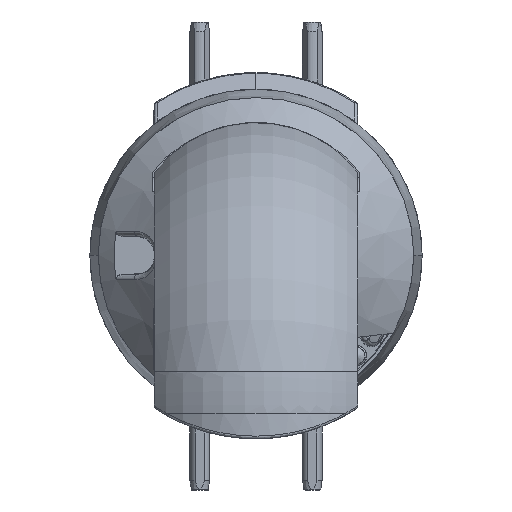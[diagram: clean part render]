
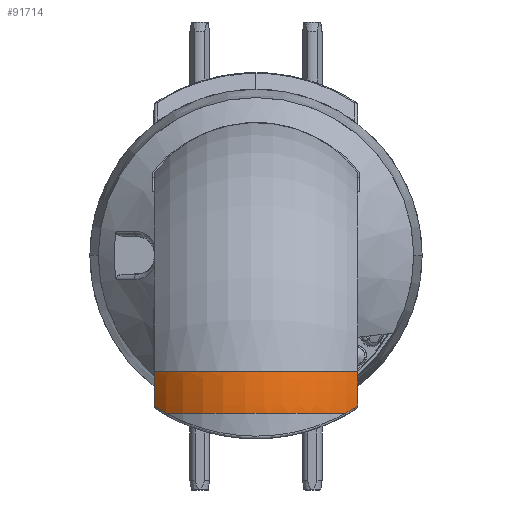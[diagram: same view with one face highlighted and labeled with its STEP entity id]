
A CAD part, front view. The second image highlights one B-rep face of the part: STEP entity #91714.
In plain terms, the highlighted toroidal (fillet/blend) face has major radius 67 mm and minor radius 53 mm.
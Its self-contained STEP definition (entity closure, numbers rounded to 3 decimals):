
#1841 = CARTESIAN_POINT ( 'NONE',  ( 41.5, 99.925, 14.124 ) ) ;
#3075 = CARTESIAN_POINT ( 'NONE',  ( -26.624, 111.583, 0. ) ) ;
#3545 = CARTESIAN_POINT ( 'NONE',  ( -1.004, 118.79, 0. ) ) ;
#4020 = CARTESIAN_POINT ( 'NONE',  ( 29.129, 109.983, 0. ) ) ;
#8707 = VERTEX_POINT ( 'NONE', #90719 ) ;
#10282 = VERTEX_POINT ( 'NONE', #1841 ) ;
#14166 = CARTESIAN_POINT ( 'NONE',  ( -22.219, 113.866, 0. ) ) ;
#14641 = CARTESIAN_POINT ( 'NONE',  ( 3.999, 118.675, 0. ) ) ;
#15110 = CARTESIAN_POINT ( 'NONE',  ( 31.576, 108.252, 0. ) ) ;
#16602 = DIRECTION ( 'NONE',  ( 1., 0., 0. ) ) ;
#18152 = CARTESIAN_POINT ( 'NONE',  ( 36.727, 105.212, 17. ) ) ;
#20960 = VERTEX_POINT ( 'NONE', #21157 ) ;
#21157 = CARTESIAN_POINT ( 'NONE',  ( -36.727, 105.212, 17. ) ) ;
#21421 = EDGE_CURVE ( 'NONE', #51301, #115310, #129936, .T. ) ;
#24271 = EDGE_CURVE ( 'NONE', #8707, #10282, #63742, .T. ) ;
#24372 = B_SPLINE_CURVE_WITH_KNOTS ( 'NONE', 3,
 ( #25286, #91463, #102544, #36358 ),
 .UNSPECIFIED., .F., .F.,
 ( 4, 4 ),
 ( 0., 0.008 ),
 .UNSPECIFIED. ) ;
#25286 = CARTESIAN_POINT ( 'NONE',  ( -41.5, 99.925, 14.124 ) ) ;
#25317 = CARTESIAN_POINT ( 'NONE',  ( -19.472, 115.054, 0. ) ) ;
#25761 = CARTESIAN_POINT ( 'NONE',  ( 9.899, 117.886, 0. ) ) ;
#26232 = CARTESIAN_POINT ( 'NONE',  ( 34.712, 105.743, 0. ) ) ;
#29587 = ORIENTED_EDGE ( 'NONE', *, *, #24271, .F. ) ;
#30139 = EDGE_CURVE ( 'NONE', #20960, #34161, #125911, .T. ) ;
#30232 = DIRECTION ( 'NONE',  ( 0., 0., -1. ) ) ;
#31047 = ORIENTED_EDGE ( 'NONE', *, *, #48025, .F. ) ;
#34161 = VERTEX_POINT ( 'NONE', #18152 ) ;
#35915 = CARTESIAN_POINT ( 'NONE',  ( -38.97, 101.562, 0. ) ) ;
#36358 = CARTESIAN_POINT ( 'NONE',  ( -36.727, 105.212, 17. ) ) ;
#36376 = CARTESIAN_POINT ( 'NONE',  ( -15.696, 116.428, 0. ) ) ;
#36875 = CARTESIAN_POINT ( 'NONE',  ( 13.769, 116.961, 0. ) ) ;
#37339 = CARTESIAN_POINT ( 'NONE',  ( 38.965, 101.568, 0. ) ) ;
#37522 = DIRECTION ( 'NONE',  ( 0., 0., -1. ) ) ;
#44782 = CARTESIAN_POINT ( 'NONE',  ( -41.5, 98.51, 0. ) ) ;
#46989 = CARTESIAN_POINT ( 'NONE',  ( -36.166, 104.38, 0. ) ) ;
#47348 = DIRECTION ( 'NONE',  ( 1., 0., 0. ) ) ;
#47481 = CARTESIAN_POINT ( 'NONE',  ( -9.913, 117.883, 0. ) ) ;
#47947 = CARTESIAN_POINT ( 'NONE',  ( 16.646, 116.09, 0. ) ) ;
#48025 = EDGE_CURVE ( 'NONE', #51301, #8707, #124754, .T. ) ;
#48125 = DIRECTION ( 'NONE',  ( 1., 0., 0. ) ) ;
#48426 = CARTESIAN_POINT ( 'NONE',  ( 41.5, 98.51, 0. ) ) ;
#50154 = CARTESIAN_POINT ( 'NONE',  ( 36.727, 105.212, 17. ) ) ;
#51301 = VERTEX_POINT ( 'NONE', #44782 ) ;
#56113 = TOROIDAL_SURFACE ( 'NONE', #63923, 67., 53. ) ;
#58111 = CARTESIAN_POINT ( 'NONE',  ( -33.927, 106.381, 0. ) ) ;
#58582 = CARTESIAN_POINT ( 'NONE',  ( -4.997, 118.561, 0. ) ) ;
#59069 = CARTESIAN_POINT ( 'NONE',  ( 21.318, 114.307, 0. ) ) ;
#63742 = CIRCLE ( 'NONE', #138618, 99.966 ) ;
#63923 = AXIS2_PLACEMENT_3D ( 'NONE', #103665, #48125, #37522 ) ;
#64514 = ORIENTED_EDGE ( 'NONE', *, *, #21421, .T. ) ;
#68777 = CARTESIAN_POINT ( 'NONE',  ( -40.277, 100.072, 0. ) ) ;
#69241 = CARTESIAN_POINT ( 'NONE',  ( -29.97, 109.445, 0. ) ) ;
#69737 = CARTESIAN_POINT ( 'NONE',  ( -2.009, 118.761, 0. ) ) ;
#70212 = CARTESIAN_POINT ( 'NONE',  ( 26.614, 111.589, 0. ) ) ;
#72406 = CARTESIAN_POINT ( 'NONE',  ( 41.5, 99.925, 14.124 ) ) ;
#79912 = CARTESIAN_POINT ( 'NONE',  ( -41.5, 98.51, 0. ) ) ;
#80387 = CARTESIAN_POINT ( 'NONE',  ( -24.896, 112.554, 0. ) ) ;
#80849 = CARTESIAN_POINT ( 'NONE',  ( 2.009, 118.79, 0. ) ) ;
#81310 = CARTESIAN_POINT ( 'NONE',  ( 29.953, 109.423, 0. ) ) ;
#82080 = FACE_OUTER_BOUND ( 'NONE', #132469, .T. ) ;
#82826 = CARTESIAN_POINT ( 'NONE',  ( -41.5, 0., 17. ) ) ;
#85324 = ORIENTED_EDGE ( 'NONE', *, *, #30139, .T. ) ;
#87557 = AXIS2_PLACEMENT_3D ( 'NONE', #82826, #16602, #93904 ) ;
#88010 = EDGE_CURVE ( 'NONE', #115310, #20960, #24372, .T. ) ;
#90719 = CARTESIAN_POINT ( 'NONE',  ( 41.5, 98.51, 0. ) ) ;
#91463 = CARTESIAN_POINT ( 'NONE',  ( -40.033, 101.799, 15.083 ) ) ;
#91488 = CARTESIAN_POINT ( 'NONE',  ( -21.313, 114.278, 0. ) ) ;
#91714 = ADVANCED_FACE ( 'NONE', ( #82080 ), #56113, .T. ) ;
#91893 = ORIENTED_EDGE ( 'NONE', *, *, #88010, .T. ) ;
#91976 = CARTESIAN_POINT ( 'NONE',  ( 7.944, 118.223, 0. ) ) ;
#92438 = CARTESIAN_POINT ( 'NONE',  ( 32.376, 107.64, 0. ) ) ;
#93904 = DIRECTION ( 'NONE',  ( 0., 0., -1. ) ) ;
#96416 = CARTESIAN_POINT ( 'NONE',  ( 0., 67., 17. ) ) ;
#101024 = EDGE_CURVE ( 'NONE', #34161, #10282, #104611, .T. ) ;
#101673 = CARTESIAN_POINT ( 'NONE',  ( -41.5, 99.925, 14.124 ) ) ;
#102544 = CARTESIAN_POINT ( 'NONE',  ( -38.445, 103.56, 16.049 ) ) ;
#102569 = CARTESIAN_POINT ( 'NONE',  ( -18.536, 115.418, 0. ) ) ;
#103034 = CARTESIAN_POINT ( 'NONE',  ( 12.804, 117.213, 0. ) ) ;
#103490 = CARTESIAN_POINT ( 'NONE',  ( 36.184, 104.402, 0. ) ) ;
#103665 = CARTESIAN_POINT ( 'NONE',  ( 0., 0., 17. ) ) ;
#104611 = B_SPLINE_CURVE_WITH_KNOTS ( 'NONE', 3,
 ( #50154, #127414, #138457, #72406 ),
 .UNSPECIFIED., .F., .F.,
 ( 4, 4 ),
 ( 0., 0.008 ),
 .UNSPECIFIED. ) ;
#107515 = DIRECTION ( 'NONE',  ( -1., 0., 0. ) ) ;
#113166 = CARTESIAN_POINT ( 'NONE',  ( -36.883, 103.689, 0. ) ) ;
#113523 = CARTESIAN_POINT ( 'NONE',  ( 41.5, 0., 17. ) ) ;
#113650 = CARTESIAN_POINT ( 'NONE',  ( -13.782, 116.987, 0. ) ) ;
#114128 = CARTESIAN_POINT ( 'NONE',  ( 15.688, 116.4, 0. ) ) ;
#114616 = CARTESIAN_POINT ( 'NONE',  ( 40.274, 100.077, 0. ) ) ;
#115310 = VERTEX_POINT ( 'NONE', #101673 ) ;
#124248 = CARTESIAN_POINT ( 'NONE',  ( -34.689, 105.725, 0. ) ) ;
#124591 = DIRECTION ( 'NONE',  ( 0., 0., -1. ) ) ;
#124723 = CARTESIAN_POINT ( 'NONE',  ( -7.959, 118.221, 0. ) ) ;
#124754 = B_SPLINE_CURVE_WITH_KNOTS ( 'NONE', 3,
 ( #79912, #68777, #35915, #113166, #46989, #124248, #58111, #135358, #69241, #3075, #80387, #14166, #91488, #25317, #102569, #36376, #113650, #47481, #124723, #58582, #135828, #69737, #3545, #80849, #14641, #91976, #25761, #103034, #36875, #114128, #47947, #125211, #59069, #136302, #70212, #4020, #81310, #15110, #92438, #26232, #103490, #37339, #114616, #48426 ),
 .UNSPECIFIED., .F., .F.,
 ( 4, 2, 2, 2, 2, 2, 2, 2, 2, 2, 2, 2, 2, 2, 2, 2, 2, 2, 2, 2, 2, 4 ),
 ( 0.431, 0.437, 0.44, 0.443, 0.449, 0.455, 0.457, 0.46, 0.466, 0.472, 0.475, 0.478, 0.484, 0.49, 0.493, 0.496, 0.502, 0.507, 0.51, 0.513, 0.519, 0.525 ),
 .UNSPECIFIED. ) ;
#125211 = CARTESIAN_POINT ( 'NONE',  ( 19.482, 115.081, 0. ) ) ;
#125911 = CIRCLE ( 'NONE', #140977, 53. ) ;
#127414 = CARTESIAN_POINT ( 'NONE',  ( 38.445, 103.56, 16.049 ) ) ;
#129936 = CIRCLE ( 'NONE', #87557, 99.966 ) ;
#132469 = EDGE_LOOP ( 'NONE', ( #64514, #91893, #85324, #137492, #29587, #31047 ) ) ;
#135358 = CARTESIAN_POINT ( 'NONE',  ( -31.587, 108.279, 0. ) ) ;
#135828 = CARTESIAN_POINT ( 'NONE',  ( -4.005, 118.646, 0. ) ) ;
#136302 = CARTESIAN_POINT ( 'NONE',  ( 24.884, 112.56, 0. ) ) ;
#137492 = ORIENTED_EDGE ( 'NONE', *, *, #101024, .T. ) ;
#138457 = CARTESIAN_POINT ( 'NONE',  ( 40.033, 101.799, 15.083 ) ) ;
#138618 = AXIS2_PLACEMENT_3D ( 'NONE', #113523, #47348, #124591 ) ;
#140977 = AXIS2_PLACEMENT_3D ( 'NONE', #96416, #30232, #107515 ) ;
